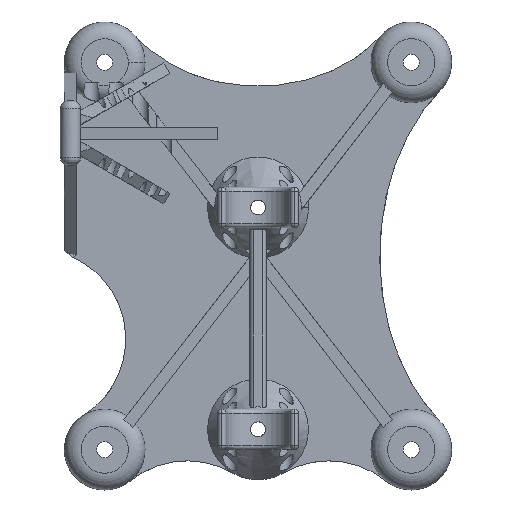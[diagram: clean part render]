
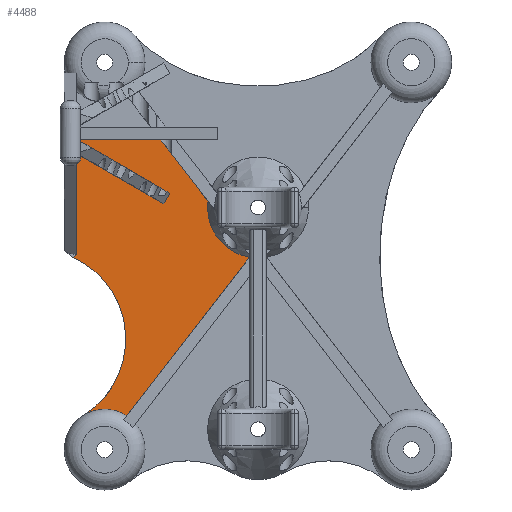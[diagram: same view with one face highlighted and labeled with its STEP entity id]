
A CAD part, top view. The second image highlights one B-rep face of the part: STEP entity #4488.
In plain terms, the highlighted planar face has unit normal (0, 0, 1).
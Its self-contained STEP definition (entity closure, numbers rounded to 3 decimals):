
#1067 = VERTEX_POINT('',#1068);
#1068 = CARTESIAN_POINT('',(2.208,57.585,3.));
#1075 = EDGE_CURVE('',#1076,#1067,#1078,.T.);
#1076 = VERTEX_POINT('',#1077);
#1077 = CARTESIAN_POINT('',(4.769,18.523,3.));
#1078 = ELLIPSE('',#1079,22.,21.53);
#1079 = AXIS2_PLACEMENT_3D('',#1080,#1081,#1082);
#1080 = CARTESIAN_POINT('',(-6.316,37.383,3.));
#1081 = DIRECTION('',(-0.,0.,1.));
#1082 = DIRECTION('',(0.,-1.,0.));
#4488 = ADVANCED_FACE('',(#4489),#4580,.T.);
#4489 = FACE_BOUND('',#4490,.T.);
#4490 = EDGE_LOOP('',(#4491,#4492,#4501,#4509,#4518,#4526,#4534,#4542,
    #4550,#4558,#4566,#4574));
#4491 = ORIENTED_EDGE('',*,*,#1075,.F.);
#4492 = ORIENTED_EDGE('',*,*,#4493,.F.);
#4493 = EDGE_CURVE('',#4494,#1076,#4496,.T.);
#4494 = VERTEX_POINT('',#4495);
#4495 = CARTESIAN_POINT('',(15.489,18.359,3.));
#4496 = CIRCLE('',#4497,10.);
#4497 = AXIS2_PLACEMENT_3D('',#4498,#4499,#4500);
#4498 = CARTESIAN_POINT('',(10.,10.,3.));
#4499 = DIRECTION('',(0.,0.,1.));
#4500 = DIRECTION('',(1.,0.,0.));
#4501 = ORIENTED_EDGE('',*,*,#4502,.T.);
#4502 = EDGE_CURVE('',#4494,#4503,#4505,.T.);
#4503 = VERTEX_POINT('',#4504);
#4504 = CARTESIAN_POINT('',(45.876,57.682,3.));
#4505 = LINE('',#4506,#4507);
#4506 = CARTESIAN_POINT('',(46.473,58.454,3.));
#4507 = VECTOR('',#4508,1.);
#4508 = DIRECTION('',(0.611,0.791,0.));
#4509 = ORIENTED_EDGE('',*,*,#4510,.F.);
#4510 = EDGE_CURVE('',#4511,#4503,#4513,.T.);
#4511 = VERTEX_POINT('',#4512);
#4512 = CARTESIAN_POINT('',(35.604,71.61,3.));
#4513 = CIRCLE('',#4514,12.5);
#4514 = AXIS2_PLACEMENT_3D('',#4515,#4516,#4517);
#4515 = CARTESIAN_POINT('',(48.,70.,3.));
#4516 = DIRECTION('',(0.,0.,1.));
#4517 = DIRECTION('',(1.,0.,0.));
#4518 = ORIENTED_EDGE('',*,*,#4519,.T.);
#4519 = EDGE_CURVE('',#4511,#4520,#4522,.T.);
#4520 = VERTEX_POINT('',#4521);
#4521 = CARTESIAN_POINT('',(23.805,86.879,3.));
#4522 = LINE('',#4523,#4524);
#4523 = CARTESIAN_POINT('',(29.939,78.941,3.));
#4524 = VECTOR('',#4525,1.);
#4525 = DIRECTION('',(-0.611,0.791,0.));
#4526 = ORIENTED_EDGE('',*,*,#4527,.F.);
#4527 = EDGE_CURVE('',#4528,#4520,#4530,.T.);
#4528 = VERTEX_POINT('',#4529);
#4529 = CARTESIAN_POINT('',(3.,86.879,3.));
#4530 = LINE('',#4531,#4532);
#4531 = CARTESIAN_POINT('',(3.,86.879,3.));
#4532 = VECTOR('',#4533,1.);
#4533 = DIRECTION('',(1.,0.,0.));
#4534 = ORIENTED_EDGE('',*,*,#4535,.F.);
#4535 = EDGE_CURVE('',#4536,#4528,#4538,.T.);
#4536 = VERTEX_POINT('',#4537);
#4537 = CARTESIAN_POINT('',(26.151,73.513,3.));
#4538 = LINE('',#4539,#4540);
#4539 = CARTESIAN_POINT('',(26.151,73.513,3.));
#4540 = VECTOR('',#4541,1.);
#4541 = DIRECTION('',(-0.866,0.5,0.));
#4542 = ORIENTED_EDGE('',*,*,#4543,.F.);
#4543 = EDGE_CURVE('',#4544,#4536,#4546,.T.);
#4544 = VERTEX_POINT('',#4545);
#4545 = CARTESIAN_POINT('',(24.651,70.915,3.));
#4546 = LINE('',#4547,#4548);
#4547 = CARTESIAN_POINT('',(24.651,70.915,3.));
#4548 = VECTOR('',#4549,1.);
#4549 = DIRECTION('',(0.5,0.866,0.));
#4550 = ORIENTED_EDGE('',*,*,#4551,.F.);
#4551 = EDGE_CURVE('',#4552,#4544,#4554,.T.);
#4552 = VERTEX_POINT('',#4553);
#4553 = CARTESIAN_POINT('',(3.,83.415,3.));
#4554 = LINE('',#4555,#4556);
#4555 = CARTESIAN_POINT('',(3.,83.415,3.));
#4556 = VECTOR('',#4557,1.);
#4557 = DIRECTION('',(0.866,-0.5,0.));
#4558 = ORIENTED_EDGE('',*,*,#4559,.F.);
#4559 = EDGE_CURVE('',#4560,#4552,#4562,.T.);
#4560 = VERTEX_POINT('',#4561);
#4561 = CARTESIAN_POINT('',(3.,58.415,3.));
#4562 = LINE('',#4563,#4564);
#4563 = CARTESIAN_POINT('',(3.,58.415,3.));
#4564 = VECTOR('',#4565,1.);
#4565 = DIRECTION('',(0.,1.,0.));
#4566 = ORIENTED_EDGE('',*,*,#4567,.F.);
#4567 = EDGE_CURVE('',#4568,#4560,#4570,.T.);
#4568 = VERTEX_POINT('',#4569);
#4569 = CARTESIAN_POINT('',(2.995,58.415,3.));
#4570 = LINE('',#4571,#4572);
#4571 = CARTESIAN_POINT('',(0.,58.415,3.));
#4572 = VECTOR('',#4573,1.);
#4573 = DIRECTION('',(1.,0.,0.));
#4574 = ORIENTED_EDGE('',*,*,#4575,.T.);
#4575 = EDGE_CURVE('',#4568,#1067,#4576,.T.);
#4576 = LINE('',#4577,#4578);
#4577 = CARTESIAN_POINT('',(2.995,58.415,3.));
#4578 = VECTOR('',#4579,1.);
#4579 = DIRECTION('',(-0.688,-0.726,0.));
#4580 = PLANE('',#4581);
#4581 = AXIS2_PLACEMENT_3D('',#4582,#4583,#4584);
#4582 = CARTESIAN_POINT('',(48.,58.,3.));
#4583 = DIRECTION('',(0.,0.,1.));
#4584 = DIRECTION('',(1.,0.,0.));
